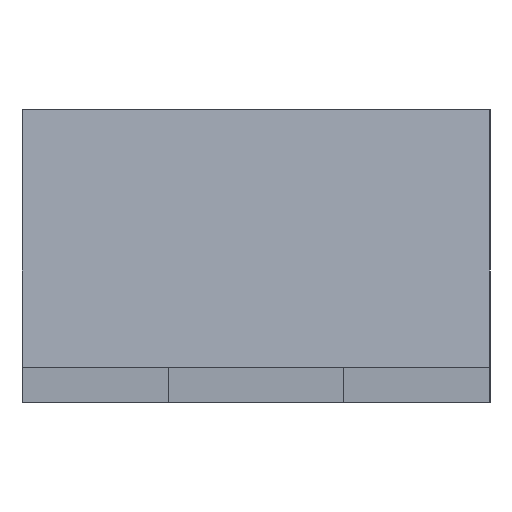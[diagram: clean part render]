
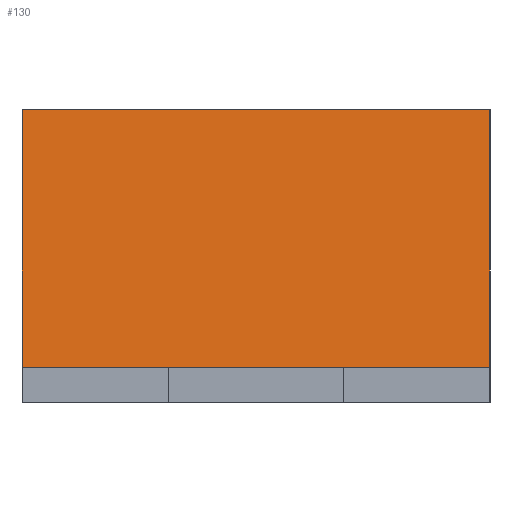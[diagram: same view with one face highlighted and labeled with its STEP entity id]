
A CAD part, left-side view. The second image highlights one B-rep face of the part: STEP entity #130.
In plain terms, the highlighted planar face has unit normal (-0.996, 0, 0.087).
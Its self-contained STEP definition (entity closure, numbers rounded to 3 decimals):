
#130=ADVANCED_FACE('',(#170),#150,.F.);
#150=PLANE('',#449);
#170=FACE_OUTER_BOUND('',#190,.T.);
#190=EDGE_LOOP('',(#235,#236,#237,#238));
#235=ORIENTED_EDGE('',*,*,#321,.F.);
#236=ORIENTED_EDGE('',*,*,#318,.F.);
#237=ORIENTED_EDGE('',*,*,#330,.F.);
#238=ORIENTED_EDGE('',*,*,#324,.F.);
#288=VERTEX_POINT('',#549);
#290=VERTEX_POINT('',#553);
#293=VERTEX_POINT('',#561);
#295=VERTEX_POINT('',#567);
#318=EDGE_CURVE('',#290,#288,#360,.T.);
#321=EDGE_CURVE('',#288,#293,#363,.T.);
#324=EDGE_CURVE('',#293,#295,#366,.T.);
#330=EDGE_CURVE('',#295,#290,#372,.T.);
#360=LINE('',#554,#402);
#363=LINE('',#560,#405);
#366=LINE('',#566,#408);
#372=LINE('',#577,#414);
#402=VECTOR('',#467,1.);
#405=VECTOR('',#472,1.);
#408=VECTOR('',#477,1.);
#414=VECTOR('',#485,1.);
#449=AXIS2_PLACEMENT_3D('',#584,#496,#497);
#467=DIRECTION('',(0.,-1.,0.));
#472=DIRECTION('',(-0.087,0.,-0.996));
#477=DIRECTION('',(0.,1.,0.));
#485=DIRECTION('',(0.087,0.,0.996));
#496=DIRECTION('',(0.996,0.,-0.087));
#497=DIRECTION('',(0.,1.,0.));
#549=CARTESIAN_POINT('',(0.627,-0.5,1.1));
#553=CARTESIAN_POINT('',(0.627,1.1,1.1));
#554=CARTESIAN_POINT('',(0.627,0.3,1.1));
#560=CARTESIAN_POINT('',(0.55,-0.5,0.218));
#561=CARTESIAN_POINT('',(0.55,-0.5,0.22));
#566=CARTESIAN_POINT('',(0.55,0.3,0.22));
#567=CARTESIAN_POINT('',(0.55,1.1,0.22));
#577=CARTESIAN_POINT('',(0.55,1.1,0.218));
#584=CARTESIAN_POINT('',(0.55,0.3,0.22));
